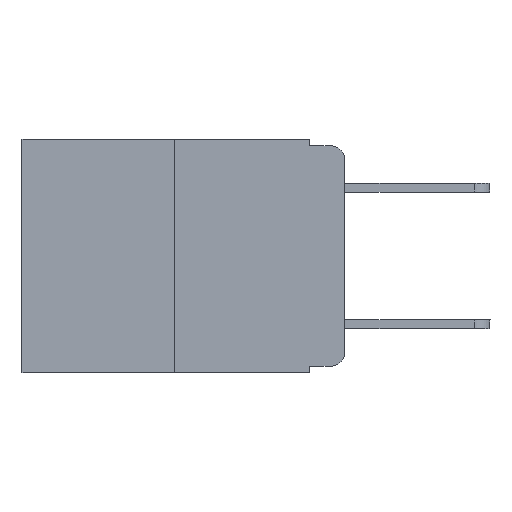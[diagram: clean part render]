
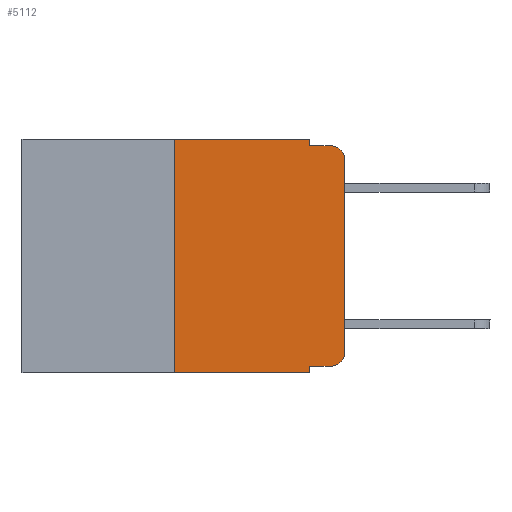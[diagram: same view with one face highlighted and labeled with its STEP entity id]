
A CAD part, left-side view. The second image highlights one B-rep face of the part: STEP entity #5112.
In plain terms, the highlighted planar face has unit normal (-1, 0, 0).
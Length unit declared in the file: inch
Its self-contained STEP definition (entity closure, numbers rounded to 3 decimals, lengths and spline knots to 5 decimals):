
#28 = DIRECTION ( 'NONE',  ( -1., 0., 0. ) ) ;
#66 = DIRECTION ( 'NONE',  ( 0., -1., 0. ) ) ;
#783 = AXIS2_PLACEMENT_3D ( 'NONE', #10445, #28, #3491 ) ;
#1224 = VECTOR ( 'NONE', #20927, 39.37008 ) ;
#1363 = VERTEX_POINT ( 'NONE', #9123 ) ;
#1609 = VECTOR ( 'NONE', #16354, 39.37008 ) ;
#1697 = DIRECTION ( 'NONE',  ( 0., 0., -1. ) ) ;
#2471 = PLANE ( 'NONE',  #3517 ) ;
#2474 = VERTEX_POINT ( 'NONE', #9705 ) ;
#2485 = EDGE_CURVE ( 'NONE', #1363, #20717, #2985, .T. ) ;
#2524 = CIRCLE ( 'NONE', #783, 0.02 ) ;
#2651 = CARTESIAN_POINT ( 'NONE',  ( 0., 0.051, 0. ) ) ;
#2784 = DIRECTION ( 'NONE',  ( 0., 0., 1. ) ) ;
#2985 = LINE ( 'NONE', #21524, #3554 ) ;
#3185 = CARTESIAN_POINT ( 'NONE',  ( 0., 0.051, 0. ) ) ;
#3374 = CARTESIAN_POINT ( 'NONE',  ( 0., 0.051, -0.333 ) ) ;
#3399 = VECTOR ( 'NONE', #15422, 39.37008 ) ;
#3491 = DIRECTION ( 'NONE',  ( 0., 0., -1. ) ) ;
#3517 = AXIS2_PLACEMENT_3D ( 'NONE', #13425, #15226, #8141 ) ;
#3552 = LINE ( 'NONE', #3596, #4632 ) ;
#3554 = VECTOR ( 'NONE', #2784, 39.37008 ) ;
#3596 = CARTESIAN_POINT ( 'NONE',  ( 0., 0.051, 0. ) ) ;
#3679 = ORIENTED_EDGE ( 'NONE', *, *, #8209, .T. ) ;
#4355 = ORIENTED_EDGE ( 'NONE', *, *, #14705, .F. ) ;
#4632 = VECTOR ( 'NONE', #1697, 39.37008 ) ;
#5112 = ADVANCED_FACE ( 'NONE', ( #8949 ), #2471, .F. ) ;
#5204 = DIRECTION ( 'NONE',  ( -1., 0., 0. ) ) ;
#5284 = CARTESIAN_POINT ( 'NONE',  ( 0., 0.25, 0. ) ) ;
#6012 = CARTESIAN_POINT ( 'NONE',  ( 0., 0., -0.03 ) ) ;
#6470 = EDGE_CURVE ( 'NONE', #20717, #17640, #12920, .T. ) ;
#7205 = CARTESIAN_POINT ( 'NONE',  ( 0., 0.473, -0.343 ) ) ;
#7206 = AXIS2_PLACEMENT_3D ( 'NONE', #22236, #5204, #18966 ) ;
#7758 = EDGE_CURVE ( 'NONE', #13102, #2474, #21538, .T. ) ;
#7794 = EDGE_CURVE ( 'NONE', #20036, #14632, #8063, .T. ) ;
#7868 = VECTOR ( 'NONE', #10214, 39.37008 ) ;
#8063 = LINE ( 'NONE', #3374, #3399 ) ;
#8141 = DIRECTION ( 'NONE',  ( 0., 0., -1. ) ) ;
#8163 = VERTEX_POINT ( 'NONE', #14217 ) ;
#8182 = ORIENTED_EDGE ( 'NONE', *, *, #10587, .F. ) ;
#8200 = DIRECTION ( 'NONE',  ( 0., 0., 1. ) ) ;
#8209 = EDGE_CURVE ( 'NONE', #14632, #19436, #2524, .T. ) ;
#8841 = VECTOR ( 'NONE', #8200, 39.37008 ) ;
#8949 = FACE_OUTER_BOUND ( 'NONE', #19608, .T. ) ;
#9123 = CARTESIAN_POINT ( 'NONE',  ( 0., 0.25, -0.343 ) ) ;
#9705 = CARTESIAN_POINT ( 'NONE',  ( 0., 0.02, -0.01 ) ) ;
#10214 = DIRECTION ( 'NONE',  ( 0., 0., -1. ) ) ;
#10279 = CARTESIAN_POINT ( 'NONE',  ( 0., 0.051, -0.333 ) ) ;
#10445 = CARTESIAN_POINT ( 'NONE',  ( 0., 0.02, -0.313 ) ) ;
#10587 = EDGE_CURVE ( 'NONE', #15155, #2474, #13864, .T. ) ;
#10723 = ORIENTED_EDGE ( 'NONE', *, *, #12675, .T. ) ;
#11287 = EDGE_CURVE ( 'NONE', #20036, #8163, #17035, .T. ) ;
#12674 = ORIENTED_EDGE ( 'NONE', *, *, #11287, .F. ) ;
#12675 = EDGE_CURVE ( 'NONE', #19436, #13102, #22331, .T. ) ;
#12920 = LINE ( 'NONE', #21764, #1224 ) ;
#13102 = VERTEX_POINT ( 'NONE', #6012 ) ;
#13425 = CARTESIAN_POINT ( 'NONE',  ( 0., 0.473, 0. ) ) ;
#13864 = LINE ( 'NONE', #19736, #1609 ) ;
#14130 = ORIENTED_EDGE ( 'NONE', *, *, #2485, .F. ) ;
#14217 = CARTESIAN_POINT ( 'NONE',  ( 0., 0.051, -0.343 ) ) ;
#14632 = VERTEX_POINT ( 'NONE', #20868 ) ;
#14705 = EDGE_CURVE ( 'NONE', #17640, #15155, #3552, .T. ) ;
#15155 = VERTEX_POINT ( 'NONE', #16568 ) ;
#15226 = DIRECTION ( 'NONE',  ( 1., 0., 0. ) ) ;
#15422 = DIRECTION ( 'NONE',  ( 0., -1., 0. ) ) ;
#15690 = ORIENTED_EDGE ( 'NONE', *, *, #6470, .F. ) ;
#16354 = DIRECTION ( 'NONE',  ( 0., -1., 0. ) ) ;
#16436 = VECTOR ( 'NONE', #66, 39.37008 ) ;
#16524 = ORIENTED_EDGE ( 'NONE', *, *, #7758, .T. ) ;
#16568 = CARTESIAN_POINT ( 'NONE',  ( 0., 0.051, -0.01 ) ) ;
#16770 = CARTESIAN_POINT ( 'NONE',  ( 0., 0., 0. ) ) ;
#17035 = LINE ( 'NONE', #3185, #7868 ) ;
#17289 = EDGE_CURVE ( 'NONE', #1363, #8163, #21304, .T. ) ;
#17640 = VERTEX_POINT ( 'NONE', #2651 ) ;
#18110 = ORIENTED_EDGE ( 'NONE', *, *, #17289, .T. ) ;
#18413 = ORIENTED_EDGE ( 'NONE', *, *, #7794, .T. ) ;
#18966 = DIRECTION ( 'NONE',  ( 0., 0., -1. ) ) ;
#19436 = VERTEX_POINT ( 'NONE', #22118 ) ;
#19608 = EDGE_LOOP ( 'NONE', ( #10723, #16524, #8182, #4355, #15690, #14130, #18110, #12674, #18413, #3679 ) ) ;
#19736 = CARTESIAN_POINT ( 'NONE',  ( 0., 0.051, -0.01 ) ) ;
#20036 = VERTEX_POINT ( 'NONE', #10279 ) ;
#20717 = VERTEX_POINT ( 'NONE', #5284 ) ;
#20868 = CARTESIAN_POINT ( 'NONE',  ( 0., 0.02, -0.333 ) ) ;
#20927 = DIRECTION ( 'NONE',  ( 0., -1., 0. ) ) ;
#21304 = LINE ( 'NONE', #7205, #16436 ) ;
#21524 = CARTESIAN_POINT ( 'NONE',  ( 0., 0.25, 0. ) ) ;
#21538 = CIRCLE ( 'NONE', #7206, 0.02 ) ;
#21764 = CARTESIAN_POINT ( 'NONE',  ( 0., 0.473, 0. ) ) ;
#22118 = CARTESIAN_POINT ( 'NONE',  ( 0., 0., -0.313 ) ) ;
#22236 = CARTESIAN_POINT ( 'NONE',  ( 0., 0.02, -0.03 ) ) ;
#22331 = LINE ( 'NONE', #16770, #8841 ) ;
